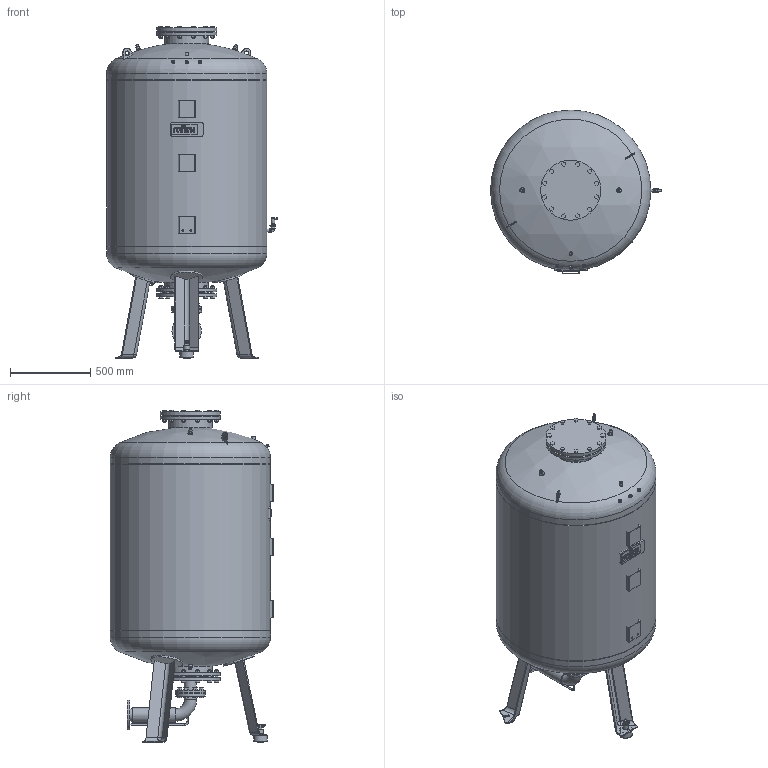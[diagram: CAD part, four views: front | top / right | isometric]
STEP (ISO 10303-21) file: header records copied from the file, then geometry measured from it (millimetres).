
FILE_DESCRIPTION(/* description */ (''),/* implementation_level */ '2;1');
FILE_NAME(/* name */ '3d_ReflexomatRG1000_10bar-8651005.stp',/* time_stamp */ '2017-01-18T08:16:55+01:00',/* author */ ('Andrzej'),/* organization */ (''),/* preprocessor_version */ 'ST-DEVELOPER v15.5',/* originating_system */ 'AutoCAD Mechanical',/* authorisation */ '');
FILE_SCHEMA (('AUTOMOTIVE_DESIGN { 1 0 10303 214 3 1 1 }'));
Length unit declared in the file: millimetre
Products named in the file (1): Product
Bounding box: 1066 x 1020 x 2072 mm (x, y, z)
Volume: 1096188395.8 mm3; surface area: 11163216.4 mm2
Topology: 40 solids, 40 shells, 1197 faces, 2846 edges, 1857 vertices
Faces by surface type: plane 820, cylinder 277, cone 59, sphere 22, torus 15, bspline 4
Full cylindrical faces by diameter (mm): 3 x1, 3.5 x1, 5 x2, 8 x1, 9 x2, 10 x2, 11.445 x3, 14.95 x1, 15 x1, 15.6 x2, 16 x64, 18 x24, 18.5 x4, 19 x1, 20 x3, 21.3 x3, 24 x1, 26 x1, 28 x2, 30 x4, 37 x1, 70.3 x3, 76.1 x3, 83.883 x1, 92.1 x1, 185 x3, 260.4 x2, 272.4 x1, 273 x1, 375 x4
Entity records: 34307 total; most frequent: CARTESIAN_POINT 6932, DIRECTION 5599, ORIENTED_EDGE 5164, EDGE_CURVE 2582, LINE 1869, VECTOR 1869, AXIS2_PLACEMENT_3D 1865, VERTEX_POINT 1821
